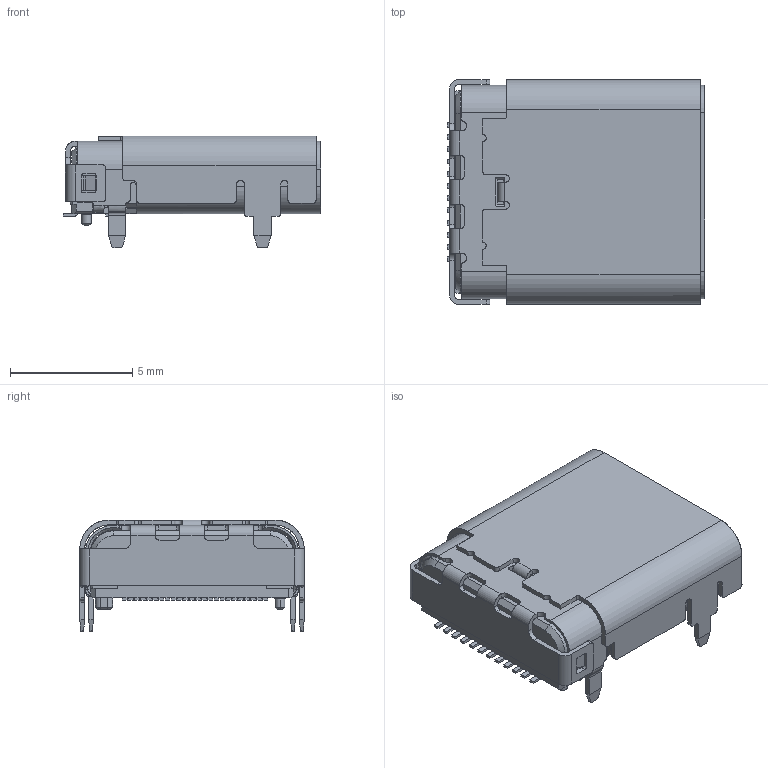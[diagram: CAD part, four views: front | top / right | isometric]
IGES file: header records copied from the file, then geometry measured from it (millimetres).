
Start section: SolidWorks IGES file using analytic representation for surfaces
Global section: file name: M-12401610E4#2A-REVG2.IGS; native system: SolidWorks 2016; preprocessor: SolidWorks 2016; author: bradc; date: 170206.101647; units: millimetre
Bounding box: 10.55 x 9.2 x 4.58 mm (x, y, z)
Surface area: 1236.8 mm2 (no closed solid volume)
Topology: 0 solids, 0 shells, 3859 faces, 25578 edges, 25572 vertices
Faces by surface type: bspline 2963, revolution 896
